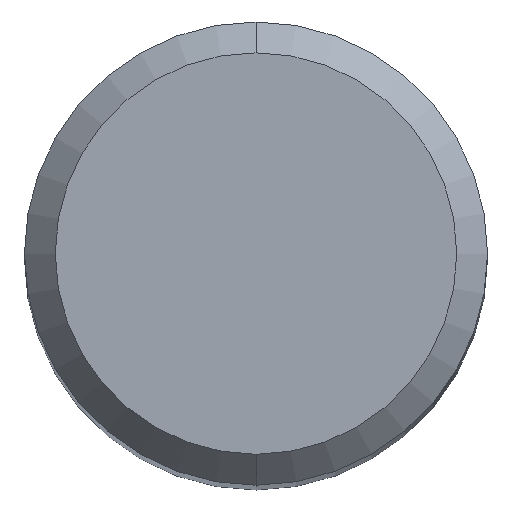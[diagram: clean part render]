
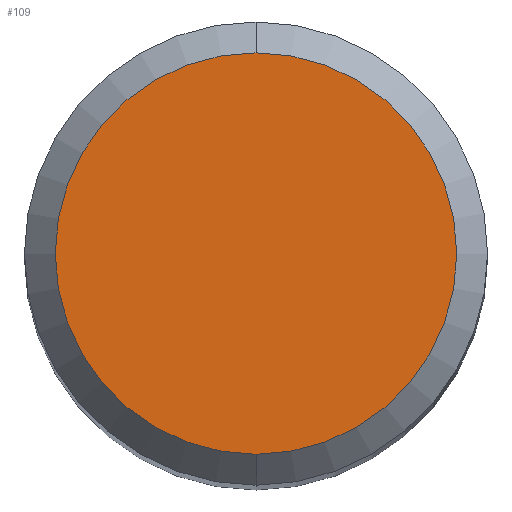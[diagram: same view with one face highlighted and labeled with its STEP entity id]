
A CAD part, top view. The second image highlights one B-rep face of the part: STEP entity #109.
In plain terms, the highlighted planar face has unit normal (0, 0, 1).
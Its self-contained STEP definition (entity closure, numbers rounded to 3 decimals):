
#109=ADVANCED_FACE('',(#258),#259,.T.);
#149=VERTEX_POINT('',#304);
#161=EDGE_CURVE('',#149,#187,#319,.T.);
#185=EDGE_CURVE('',#187,#149,#346,.T.);
#187=VERTEX_POINT('',#348);
#258=FACE_OUTER_BOUND('',#418,.T.);
#259=PLANE('',#419);
#304=CARTESIAN_POINT('',(0.0,2.6,0.0));
#319=CIRCLE('',#495,2.6);
#346=CIRCLE('',#530,2.6);
#348=CARTESIAN_POINT('',(0.,-2.6,0.0));
#418=EDGE_LOOP('',(#605,#606));
#419=AXIS2_PLACEMENT_3D('',#607,#608,#609);
#495=AXIS2_PLACEMENT_3D('',#699,#700,#701);
#530=AXIS2_PLACEMENT_3D('',#738,#739,#740);
#605=ORIENTED_EDGE('',*,*,#161,.F.);
#606=ORIENTED_EDGE('',*,*,#185,.F.);
#607=CARTESIAN_POINT('',(0.0,1.3,0.0));
#608=DIRECTION('',(-0.0,0.0,1.0));
#609=DIRECTION('',(0.0,-1.0,0.0));
#699=CARTESIAN_POINT('',(0.0,0.0,0.0));
#700=DIRECTION('',(0.0,0.0,-1.0));
#701=DIRECTION('',(0.0,1.0,0.0));
#738=CARTESIAN_POINT('',(0.0,0.0,0.0));
#739=DIRECTION('',(0.0,0.0,-1.0));
#740=DIRECTION('',(0.0,1.0,0.0));
